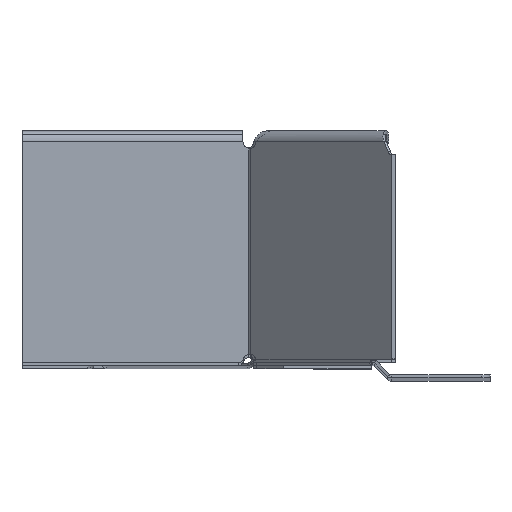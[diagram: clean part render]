
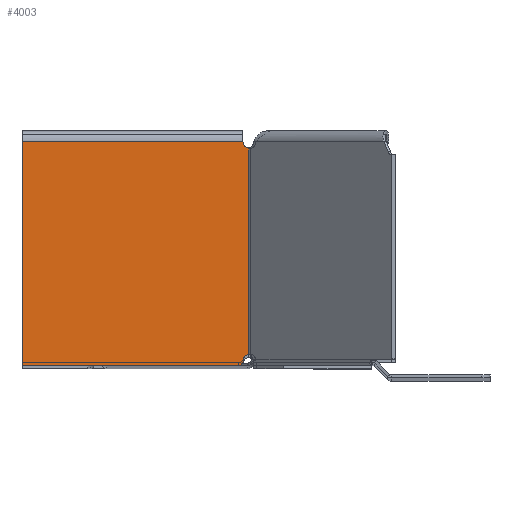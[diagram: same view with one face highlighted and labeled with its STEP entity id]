
A CAD part, top view. The second image highlights one B-rep face of the part: STEP entity #4003.
In plain terms, the highlighted face is planar.
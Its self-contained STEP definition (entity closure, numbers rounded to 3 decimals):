
#236 = CARTESIAN_POINT ( 'NONE',  ( -79.187, 76.031, -6.75 ) ) ;
#315 = VERTEX_POINT ( 'NONE', #4675 ) ;
#340 = ORIENTED_EDGE ( 'NONE', *, *, #1142, .F. ) ;
#382 = EDGE_CURVE ( 'NONE', #4359, #4113, #1401, .T. ) ;
#445 = VECTOR ( 'NONE', #1121, 1000. ) ;
#464 = CARTESIAN_POINT ( 'NONE',  ( -206.54, 0., -6.75 ) ) ;
#615 = CARTESIAN_POINT ( 'NONE',  ( -78.98, 3.969, -6.75 ) ) ;
#618 = LINE ( 'NONE', #4166, #3876 ) ;
#668 = CARTESIAN_POINT ( 'NONE',  ( -76.361, 0., -6.75 ) ) ;
#705 = CARTESIAN_POINT ( 'NONE',  ( -79.35, 1.75, -6.75 ) ) ;
#708 = VECTOR ( 'NONE', #5499, 1000. ) ;
#788 = DIRECTION ( 'NONE',  ( 0., 1., 0. ) ) ;
#1003 = CARTESIAN_POINT ( 'NONE',  ( -79.187, 0., -6.75 ) ) ;
#1019 = CARTESIAN_POINT ( 'NONE',  ( -76.547, 0.606, -6.75 ) ) ;
#1085 = LINE ( 'NONE', #615, #708 ) ;
#1121 = DIRECTION ( 'NONE',  ( 1., 0., 0. ) ) ;
#1142 = EDGE_CURVE ( 'NONE', #3480, #3662, #3641, .T. ) ;
#1222 = ORIENTED_EDGE ( 'NONE', *, *, #1733, .T. ) ;
#1258 = DIRECTION ( 'NONE',  ( -1., 0., 0. ) ) ;
#1332 = AXIS2_PLACEMENT_3D ( 'NONE', #2159, #3022, #788 ) ;
#1373 = DIRECTION ( 'NONE',  ( -1., 0., 0. ) ) ;
#1400 = CARTESIAN_POINT ( 'NONE',  ( 0., 78.25, -6.75 ) ) ;
#1401 = LINE ( 'NONE', #2721, #1466 ) ;
#1422 = VERTEX_POINT ( 'NONE', #1540 ) ;
#1466 = VECTOR ( 'NONE', #1809, 1000. ) ;
#1530 = CARTESIAN_POINT ( 'NONE',  ( -206.54, 78.25, -6.75 ) ) ;
#1540 = CARTESIAN_POINT ( 'NONE',  ( -76.361, 0., -6.75 ) ) ;
#1582 = CARTESIAN_POINT ( 'NONE',  ( -77.1, 1.75, -6.75 ) ) ;
#1705 = VECTOR ( 'NONE', #1373, 1000. ) ;
#1713 = EDGE_CURVE ( 'NONE', #3566, #2867, #2478, .T. ) ;
#1723 = ORIENTED_EDGE ( 'NONE', *, *, #5000, .T. ) ;
#1733 = EDGE_CURVE ( 'NONE', #3566, #3662, #1085, .T. ) ;
#1809 = DIRECTION ( 'NONE',  ( 0., -1., 0. ) ) ;
#1819 = EDGE_CURVE ( 'NONE', #315, #3804, #4421, .T. ) ;
#1922 = AXIS2_PLACEMENT_3D ( 'NONE', #5645, #2997, #3435 ) ;
#1967 = EDGE_CURVE ( 'NONE', #2867, #1422, #3266, .T. ) ;
#2003 = ORIENTED_EDGE ( 'NONE', *, *, #3479, .T. ) ;
#2153 = VERTEX_POINT ( 'NONE', #1400 ) ;
#2159 = CARTESIAN_POINT ( 'NONE',  ( -206.54, 0., -6.75 ) ) ;
#2341 = LINE ( 'NONE', #1530, #445 ) ;
#2362 = CARTESIAN_POINT ( 'NONE',  ( -76.442, 0.304, -6.75 ) ) ;
#2369 = CARTESIAN_POINT ( 'NONE',  ( 0., 1.75, -6.75 ) ) ;
#2376 = CARTESIAN_POINT ( 'NONE',  ( -77.1, 1.75, -6.75 ) ) ;
#2397 = LINE ( 'NONE', #3296, #2627 ) ;
#2478 = CIRCLE ( 'NONE', #3669, 2.25 ) ;
#2484 = DIRECTION ( 'NONE',  ( 0., 0., -1. ) ) ;
#2627 = VECTOR ( 'NONE', #2767, 1000. ) ;
#2673 = LINE ( 'NONE', #464, #1705 ) ;
#2721 = CARTESIAN_POINT ( 'NONE',  ( 0., 1.75, -6.75 ) ) ;
#2767 = DIRECTION ( 'NONE',  ( 0., 1., 0. ) ) ;
#2797 = CARTESIAN_POINT ( 'NONE',  ( -78.98, 3.969, -6.75 ) ) ;
#2820 = ORIENTED_EDGE ( 'NONE', *, *, #1819, .F. ) ;
#2867 = VERTEX_POINT ( 'NONE', #2376 ) ;
#2997 = DIRECTION ( 'NONE',  ( 0., 0., -1. ) ) ;
#3022 = DIRECTION ( 'NONE',  ( 0., 0., 1. ) ) ;
#3147 = EDGE_LOOP ( 'NONE', ( #3286, #1222, #340, #5190, #2820, #2003, #4750, #3538, #1723, #3739 ) ) ;
#3266 = B_SPLINE_CURVE_WITH_KNOTS ( 'NONE', 3,
 ( #1582, #5079, #5435, #1019, #2362, #668 ),
 .UNSPECIFIED., .F., .F.,
 ( 4, 2, 4 ),
 ( 0.001, 0.002, 0.003 ),
 .UNSPECIFIED. ) ;
#3286 = ORIENTED_EDGE ( 'NONE', *, *, #1713, .F. ) ;
#3296 = CARTESIAN_POINT ( 'NONE',  ( 0., 0., -6.75 ) ) ;
#3435 = DIRECTION ( 'NONE',  ( 0., 1., 0. ) ) ;
#3479 = EDGE_CURVE ( 'NONE', #315, #2153, #2341, .T. ) ;
#3480 = VERTEX_POINT ( 'NONE', #236 ) ;
#3538 = ORIENTED_EDGE ( 'NONE', *, *, #382, .T. ) ;
#3566 = VERTEX_POINT ( 'NONE', #2797 ) ;
#3613 = EDGE_CURVE ( 'NONE', #3804, #3480, #618, .T. ) ;
#3641 = LINE ( 'NONE', #1003, #4502 ) ;
#3662 = VERTEX_POINT ( 'NONE', #3870 ) ;
#3669 = AXIS2_PLACEMENT_3D ( 'NONE', #705, #2484, #5054 ) ;
#3739 = ORIENTED_EDGE ( 'NONE', *, *, #1967, .F. ) ;
#3804 = VERTEX_POINT ( 'NONE', #4016 ) ;
#3809 = CARTESIAN_POINT ( 'NONE',  ( 0., 0., -6.75 ) ) ;
#3870 = CARTESIAN_POINT ( 'NONE',  ( -79.187, 3.969, -6.75 ) ) ;
#3876 = VECTOR ( 'NONE', #1258, 1000. ) ;
#4003 = ADVANCED_FACE ( 'NONE', ( #5226 ), #5193, .F. ) ;
#4016 = CARTESIAN_POINT ( 'NONE',  ( -78.98, 76.031, -6.75 ) ) ;
#4113 = VERTEX_POINT ( 'NONE', #3809 ) ;
#4166 = CARTESIAN_POINT ( 'NONE',  ( -206.54, 76.031, -6.75 ) ) ;
#4359 = VERTEX_POINT ( 'NONE', #2369 ) ;
#4421 = CIRCLE ( 'NONE', #1922, 2.25 ) ;
#4502 = VECTOR ( 'NONE', #5034, 1000. ) ;
#4649 = EDGE_CURVE ( 'NONE', #4359, #2153, #2397, .T. ) ;
#4675 = CARTESIAN_POINT ( 'NONE',  ( -77.1, 78.25, -6.75 ) ) ;
#4750 = ORIENTED_EDGE ( 'NONE', *, *, #4649, .F. ) ;
#5000 = EDGE_CURVE ( 'NONE', #4113, #1422, #2673, .T. ) ;
#5034 = DIRECTION ( 'NONE',  ( 0., -1., 0. ) ) ;
#5054 = DIRECTION ( 'NONE',  ( 0., 1., 0. ) ) ;
#5079 = CARTESIAN_POINT ( 'NONE',  ( -76.949, 1.47, -6.75 ) ) ;
#5190 = ORIENTED_EDGE ( 'NONE', *, *, #3613, .F. ) ;
#5193 = PLANE ( 'NONE',  #1332 ) ;
#5226 = FACE_OUTER_BOUND ( 'NONE', #3147, .T. ) ;
#5435 = CARTESIAN_POINT ( 'NONE',  ( -76.8, 1.189, -6.75 ) ) ;
#5499 = DIRECTION ( 'NONE',  ( -1., 0., 0. ) ) ;
#5645 = CARTESIAN_POINT ( 'NONE',  ( -79.35, 78.25, -6.75 ) ) ;
